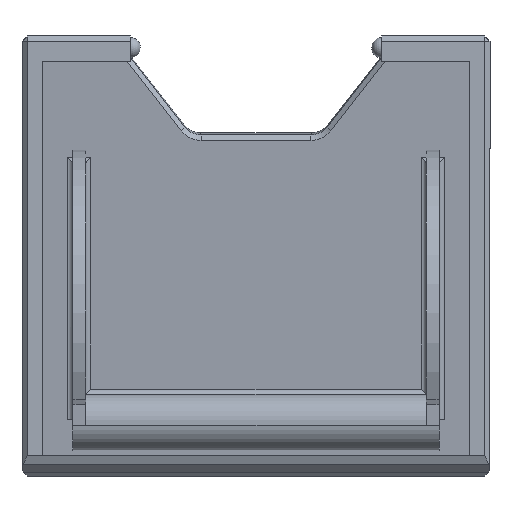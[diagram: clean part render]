
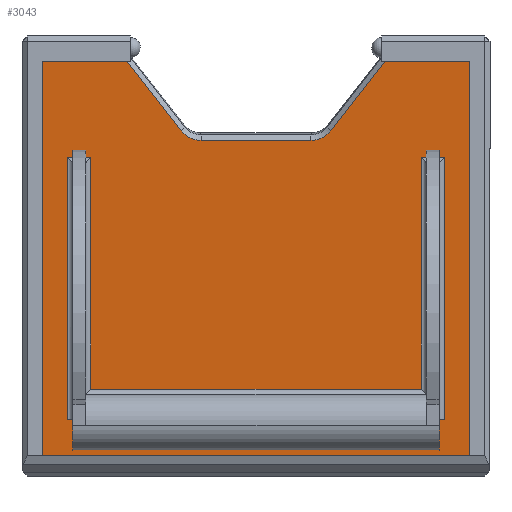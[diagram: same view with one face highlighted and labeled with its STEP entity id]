
A CAD part, front view. The second image highlights one B-rep face of the part: STEP entity #3043.
In plain terms, the highlighted face is planar.
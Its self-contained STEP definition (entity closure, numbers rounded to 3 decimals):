
#35=B_SPLINE_CURVE_WITH_KNOTS('',3,(#4001,#4002,#4003,#4004),
 .UNSPECIFIED.,.F.,.F.,(4,4),(0.,1.),.UNSPECIFIED.);
#36=B_SPLINE_CURVE_WITH_KNOTS('',3,(#4008,#4009,#4010,#4011),
 .UNSPECIFIED.,.F.,.F.,(4,4),(0.,1.),.UNSPECIFIED.);
#178=ORIENTED_EDGE('',*,*,#808,.F.);
#179=ORIENTED_EDGE('',*,*,#809,.T.);
#180=ORIENTED_EDGE('',*,*,#810,.T.);
#181=ORIENTED_EDGE('',*,*,#811,.T.);
#182=ORIENTED_EDGE('',*,*,#812,.T.);
#183=ORIENTED_EDGE('',*,*,#813,.T.);
#184=ORIENTED_EDGE('',*,*,#814,.T.);
#185=ORIENTED_EDGE('',*,*,#815,.F.);
#186=ORIENTED_EDGE('',*,*,#816,.F.);
#187=ORIENTED_EDGE('',*,*,#817,.T.);
#188=ORIENTED_EDGE('',*,*,#818,.T.);
#189=ORIENTED_EDGE('',*,*,#819,.F.);
#190=ORIENTED_EDGE('',*,*,#820,.T.);
#191=ORIENTED_EDGE('',*,*,#821,.T.);
#192=ORIENTED_EDGE('',*,*,#822,.T.);
#193=ORIENTED_EDGE('',*,*,#823,.T.);
#194=ORIENTED_EDGE('',*,*,#824,.T.);
#195=ORIENTED_EDGE('',*,*,#825,.T.);
#808=EDGE_CURVE('',#1121,#1122,#1331,.T.);
#809=EDGE_CURVE('',#1121,#1123,#1332,.T.);
#810=EDGE_CURVE('',#1123,#1124,#35,.T.);
#811=EDGE_CURVE('',#1124,#1125,#1333,.T.);
#812=EDGE_CURVE('',#1125,#1126,#36,.T.);
#813=EDGE_CURVE('',#1126,#1127,#1334,.T.);
#814=EDGE_CURVE('',#1127,#1128,#1335,.T.);
#815=EDGE_CURVE('',#1129,#1128,#1336,.T.);
#816=EDGE_CURVE('',#1130,#1129,#1337,.F.);
#817=EDGE_CURVE('',#1130,#1122,#1338,.T.);
#818=EDGE_CURVE('',#1131,#1132,#1339,.T.);
#819=EDGE_CURVE('',#1133,#1132,#1340,.T.);
#820=EDGE_CURVE('',#1133,#1134,#1341,.F.);
#821=EDGE_CURVE('',#1134,#1135,#1342,.F.);
#822=EDGE_CURVE('',#1135,#1136,#1343,.T.);
#823=EDGE_CURVE('',#1136,#1137,#1344,.F.);
#824=EDGE_CURVE('',#1137,#1138,#1345,.F.);
#825=EDGE_CURVE('',#1138,#1131,#1346,.F.);
#1121=VERTEX_POINT('',#3997);
#1122=VERTEX_POINT('',#3998);
#1123=VERTEX_POINT('',#4000);
#1124=VERTEX_POINT('',#4005);
#1125=VERTEX_POINT('',#4007);
#1126=VERTEX_POINT('',#4012);
#1127=VERTEX_POINT('',#4014);
#1128=VERTEX_POINT('',#4016);
#1129=VERTEX_POINT('',#4018);
#1130=VERTEX_POINT('',#4020);
#1131=VERTEX_POINT('',#4023);
#1132=VERTEX_POINT('',#4024);
#1133=VERTEX_POINT('',#4026);
#1134=VERTEX_POINT('',#4028);
#1135=VERTEX_POINT('',#4030);
#1136=VERTEX_POINT('',#4032);
#1137=VERTEX_POINT('',#4034);
#1138=VERTEX_POINT('',#4036);
#1331=LINE('',#3996,#1577);
#1332=LINE('',#3999,#1578);
#1333=LINE('',#4006,#1579);
#1334=LINE('',#4013,#1580);
#1335=LINE('',#4015,#1581);
#1336=LINE('',#4017,#1582);
#1337=LINE('',#4019,#1583);
#1338=LINE('',#4021,#1584);
#1339=LINE('',#4022,#1585);
#1340=LINE('',#4025,#1586);
#1341=LINE('',#4027,#1587);
#1342=LINE('',#4029,#1588);
#1343=LINE('',#4031,#1589);
#1344=LINE('',#4033,#1590);
#1345=LINE('',#4035,#1591);
#1346=LINE('',#4037,#1592);
#1577=VECTOR('',#3397,1000.);
#1578=VECTOR('',#3398,1000.);
#1579=VECTOR('',#3399,1000.);
#1580=VECTOR('',#3400,1000.);
#1581=VECTOR('',#3401,1000.);
#1582=VECTOR('',#3402,1000.);
#1583=VECTOR('',#3403,1000.);
#1584=VECTOR('',#3404,1000.);
#1585=VECTOR('',#3405,1000.);
#1586=VECTOR('',#3406,1000.);
#1587=VECTOR('',#3407,1000.);
#1588=VECTOR('',#3408,1000.);
#1589=VECTOR('',#3409,1000.);
#1590=VECTOR('',#3410,1000.);
#1591=VECTOR('',#3411,1000.);
#1592=VECTOR('',#3412,1000.);
#1790=EDGE_LOOP('',(#178,#179,#180,#181,#182,#183,#184,#185,#186,#187));
#1791=EDGE_LOOP('',(#188,#189,#190,#191,#192,#193,#194,#195));
#1937=FACE_BOUND('',#1790,.T.);
#1938=FACE_BOUND('',#1791,.T.);
#2079=PLANE('',#3180);
#3043=ADVANCED_FACE('',(#1937,#1938),#2079,.F.);
#3180=AXIS2_PLACEMENT_3D('',#3995,#3395,#3396);
#3395=DIRECTION('',(0.,-0.087,0.996));
#3396=DIRECTION('',(0.,-0.996,-0.087));
#3397=DIRECTION('',(1.,0.,0.));
#3398=DIRECTION('',(-0.614,0.786,0.069));
#3399=DIRECTION('',(-1.,0.,0.));
#3400=DIRECTION('',(-0.614,-0.786,-0.069));
#3401=DIRECTION('',(-1.,0.,0.));
#3402=DIRECTION('',(0.,-0.996,-0.087));
#3403=DIRECTION('',(1.,0.,0.));
#3404=DIRECTION('',(0.,-0.996,-0.087));
#3405=DIRECTION('',(0.,0.996,0.087));
#3406=DIRECTION('',(1.,0.,0.));
#3407=DIRECTION('',(0.,0.996,0.087));
#3408=DIRECTION('',(-1.,0.,0.));
#3409=DIRECTION('',(0.,0.996,0.087));
#3410=DIRECTION('',(-1.,0.,0.));
#3411=DIRECTION('',(0.,0.996,0.087));
#3412=DIRECTION('',(-1.,0.,0.));
#3995=CARTESIAN_POINT('',(0.,23.823,13.125));
#3996=CARTESIAN_POINT('',(0.,-18.122,9.456));
#3997=CARTESIAN_POINT('',(12.674,-18.122,9.456));
#3998=CARTESIAN_POINT('',(21.,-18.122,9.456));
#3999=CARTESIAN_POINT('',(-12.507,14.134,12.278));
#4000=CARTESIAN_POINT('',(7.366,-11.323,10.051));
#4001=CARTESIAN_POINT('',(7.366,-11.323,10.051));
#4002=CARTESIAN_POINT('',(6.9,-10.723,10.103));
#4003=CARTESIAN_POINT('',(6.159,-10.36,10.135));
#4004=CARTESIAN_POINT('',(5.397,-10.358,10.135));
#4005=CARTESIAN_POINT('',(5.397,-10.358,10.135));
#4006=CARTESIAN_POINT('',(0.,-10.358,10.135));
#4007=CARTESIAN_POINT('',(-5.397,-10.358,10.135));
#4008=CARTESIAN_POINT('',(-5.397,-10.358,10.135));
#4009=CARTESIAN_POINT('',(-6.158,-10.36,10.135));
#4010=CARTESIAN_POINT('',(-6.899,-10.722,10.103));
#4011=CARTESIAN_POINT('',(-7.366,-11.323,10.051));
#4012=CARTESIAN_POINT('',(-7.366,-11.323,10.051));
#4013=CARTESIAN_POINT('',(12.507,14.134,12.278));
#4014=CARTESIAN_POINT('',(-12.674,-18.122,9.456));
#4015=CARTESIAN_POINT('',(-15.113,-18.122,9.456));
#4016=CARTESIAN_POINT('',(-21.,-18.122,9.456));
#4017=CARTESIAN_POINT('',(-21.,17.054,12.533));
#4018=CARTESIAN_POINT('',(-21.,20.628,12.846));
#4019=CARTESIAN_POINT('',(2.993,20.628,12.846));
#4020=CARTESIAN_POINT('',(21.,20.628,12.846));
#4021=CARTESIAN_POINT('',(21.,17.054,12.533));
#4022=CARTESIAN_POINT('',(18.5,17.054,12.533));
#4023=CARTESIAN_POINT('',(18.5,-8.699,10.28));
#4024=CARTESIAN_POINT('',(18.5,17.054,12.533));
#4025=CARTESIAN_POINT('',(-18.,17.054,12.533));
#4026=CARTESIAN_POINT('',(-18.5,17.054,12.533));
#4027=CARTESIAN_POINT('',(-18.5,-7.867,10.353));
#4028=CARTESIAN_POINT('',(-18.5,-8.699,10.28));
#4029=CARTESIAN_POINT('',(0.,-8.699,10.28));
#4030=CARTESIAN_POINT('',(-16.25,-8.699,10.28));
#4031=CARTESIAN_POINT('',(-16.25,23.823,13.125));
#4032=CARTESIAN_POINT('',(-16.25,14.092,12.274));
#4033=CARTESIAN_POINT('',(0.,14.092,12.274));
#4034=CARTESIAN_POINT('',(16.25,14.092,12.274));
#4035=CARTESIAN_POINT('',(16.25,23.823,13.125));
#4036=CARTESIAN_POINT('',(16.25,-8.699,10.28));
#4037=CARTESIAN_POINT('',(0.,-8.699,10.28));
